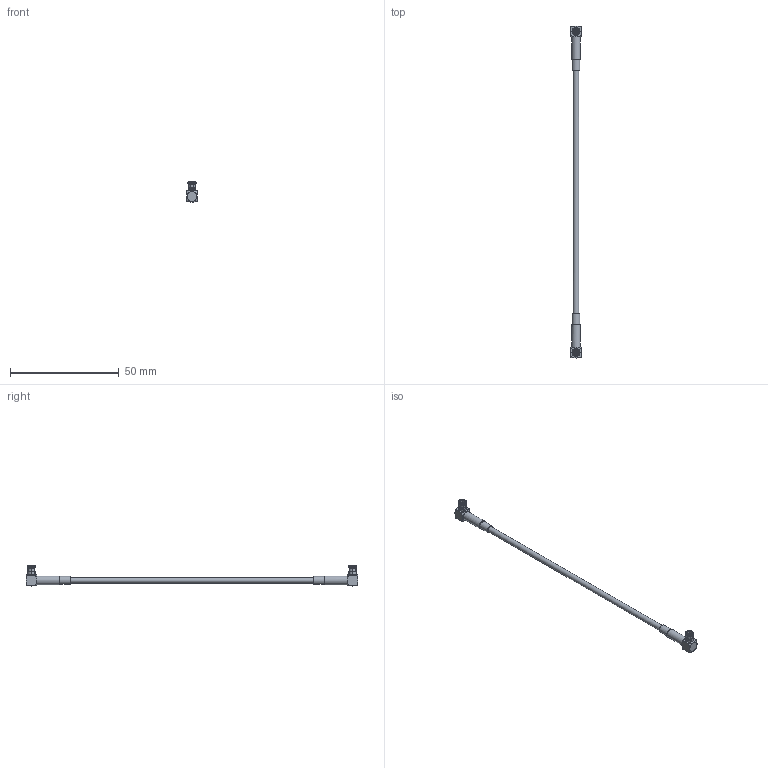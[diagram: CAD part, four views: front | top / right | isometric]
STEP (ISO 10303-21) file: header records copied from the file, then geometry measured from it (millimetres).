
FILE_DESCRIPTION(/* description */ ('Unknown'),/* implementation_level */ '2;1');
FILE_NAME(/* name */ '655021103xxx01',/* time_stamp */ '2020-01-20T09:37:17+01:00',/* author */ ('Unknown'),/* organization */ ('Unknown'),/* preprocessor_version */ 'ST-DEVELOPER v16.7',/* originating_system */ 'DEX',/* authorisation */ $);
FILE_SCHEMA (('AUTOMOTIVE_DESIGN {1 0 10303 214 3 1 1}'));
Length unit declared in the file: millimetre
Products named in the file (1): 655021103xxx01
Bounding box: 5 x 152.4 x 9.4 mm (x, y, z)
Volume: 1245.8 mm3; surface area: 1831 mm2
Topology: 1 solids, 1 shells, 209 faces, 556 edges, 361 vertices
Faces by surface type: cylinder 75, plane 70, cone 58, torus 6
Full cylindrical faces by diameter (mm): 0.5 x2, 0.87 x2, 0.96 x2, 2.04 x2, 2.5 x2, 2.6 x1, 3.4 x2, 3.6 x2, 3.7 x2, 4 x2
Entity records: 7799 total; most frequent: CARTESIAN_POINT 1420, DIRECTION 1012, ORIENTED_EDGE 1000, EDGE_CURVE 500, AXIS2_PLACEMENT_3D 414, VERTEX_POINT 342, FACE_BOUND 258, EDGE_LOOP 256
